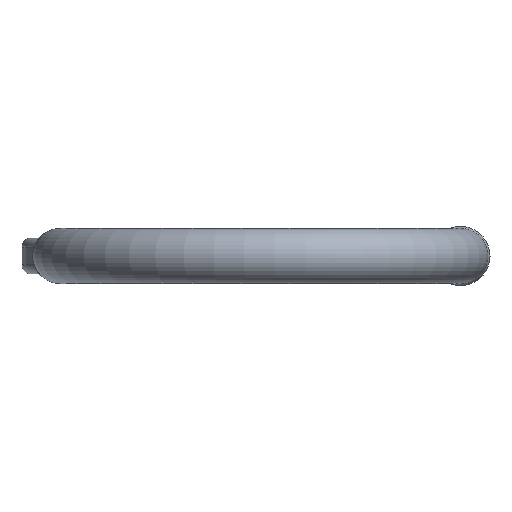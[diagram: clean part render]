
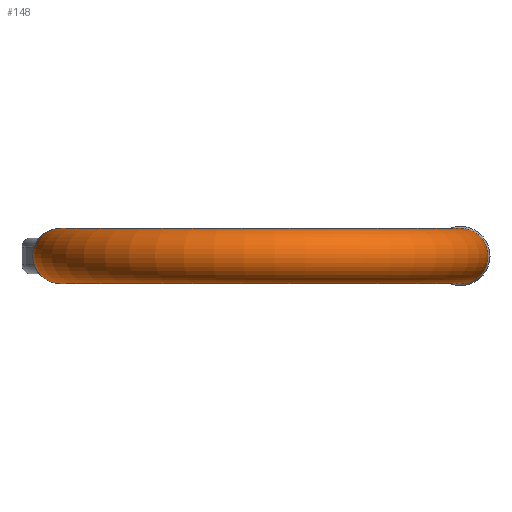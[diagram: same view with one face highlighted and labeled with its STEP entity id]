
A CAD part, front view. The second image highlights one B-rep face of the part: STEP entity #148.
In plain terms, the highlighted toroidal (fillet/blend) face has major radius 145 mm and minor radius 20 mm.
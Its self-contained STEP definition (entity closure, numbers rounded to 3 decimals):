
#138=TOROIDAL_SURFACE('',#983,145.,20.);
#148=ADVANCED_FACE('',(#348,#349),#138,.T.);
#348=FACE_BOUND('',#366,.T.);
#349=FACE_BOUND('',#367,.T.);
#366=EDGE_LOOP('',(#470));
#367=EDGE_LOOP('',(#471));
#470=ORIENTED_EDGE('',*,*,#784,.T.);
#471=ORIENTED_EDGE('',*,*,#818,.F.);
#704=VERTEX_POINT('',#1264);
#738=VERTEX_POINT('',#1434);
#784=EDGE_CURVE('',#704,#704,#920,.T.);
#818=EDGE_CURVE('',#738,#738,#922,.T.);
#920=CIRCLE('',#969,20.);
#922=CIRCLE('',#977,20.);
#969=AXIS2_PLACEMENT_3D('',#1263,#1060,#1061);
#977=AXIS2_PLACEMENT_3D('',#1433,#1084,#1085);
#983=AXIS2_PLACEMENT_3D('',#1443,#1096,#1097);
#1060=DIRECTION('',(0.,-1.,0.));
#1061=DIRECTION('',(0.,0.,-1.));
#1084=DIRECTION('',(0.,1.,0.));
#1085=DIRECTION('',(0.,0.,-1.));
#1096=DIRECTION('',(0.,0.,1.));
#1097=DIRECTION('',(1.,0.,0.));
#1263=CARTESIAN_POINT('',(-145.,-105.,0.));
#1264=CARTESIAN_POINT('',(-145.,-105.,-20.));
#1433=CARTESIAN_POINT('',(145.,-105.,0.));
#1434=CARTESIAN_POINT('',(145.,-105.,-20.));
#1443=CARTESIAN_POINT('',(0.,-105.,0.));
